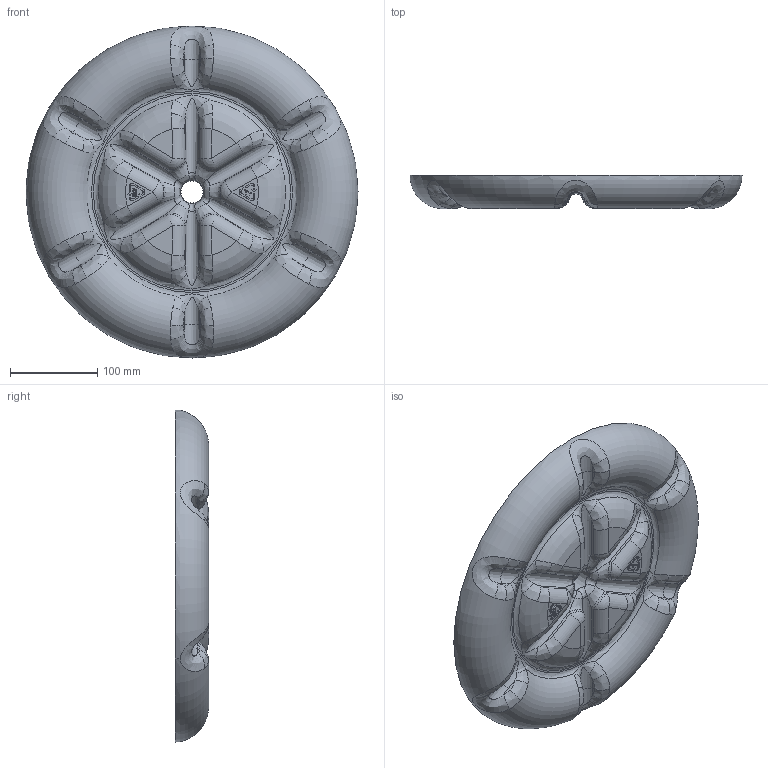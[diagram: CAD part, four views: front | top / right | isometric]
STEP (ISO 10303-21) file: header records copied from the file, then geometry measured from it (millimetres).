
FILE_DESCRIPTION (( 'STEP AP214' ), '1' );
FILE_NAME ('am-4492 Middle Shipping Hub Tray.STEP', '2021-04-16T14:38:04', ( '' ), ( '' ), 'SwSTEP 2.0', 'SolidWorks 2019', '' );
FILE_SCHEMA (( 'AUTOMOTIVE_DESIGN' ));
Length unit declared in the file: inch
Products named in the file (1): am-4492 Middle Shipping Hub Tray
Bounding box: 381 x 38.1 x 381 mm (x, y, z)
Volume: 463650.3 mm3; surface area: 311088.3 mm2
Topology: 1 solids, 1 shells, 535 faces, 1314 edges, 784 vertices
Faces by surface type: bspline 216, plane 185, cylinder 58, cone 40, torus 24, sphere 12
Entity records: 35609 total; most frequent: CARTESIAN_POINT 22122, ORIENTED_EDGE 2604, DIRECTION 1782, EDGE_CURVE 1302, VERTEX_POINT 784, AXIS2_PLACEMENT_3D 656, EDGE_LOOP 552, FACE_OUTER_BOUND 535
